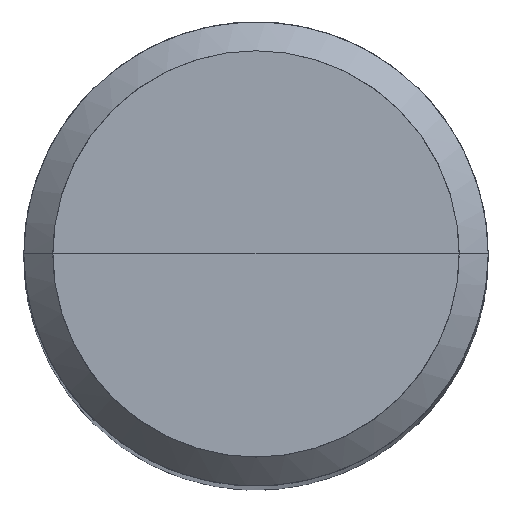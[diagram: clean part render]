
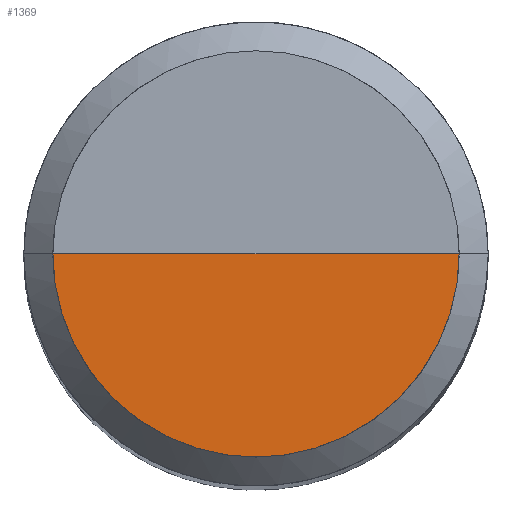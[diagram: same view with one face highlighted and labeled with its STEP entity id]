
A CAD part, top view. The second image highlights one B-rep face of the part: STEP entity #1369.
In plain terms, the highlighted free-form (B-spline) face has degree [1, 2] with [2, 5] control points.
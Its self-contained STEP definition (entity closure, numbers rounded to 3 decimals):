
#970=CARTESIAN_POINT('',(3.5,0.0,47.0));
#974=CARTESIAN_POINT('',(-3.5,0.0,47.0));
#975=CARTESIAN_POINT('',(0.0,0.0,47.0));
#988=CARTESIAN_POINT('',(-3.5,-3.5,47.0));
#989=CARTESIAN_POINT('',(0.0,-3.5,47.0));
#990=CARTESIAN_POINT('',(3.5,-3.5,47.0));
#1354=(
BOUNDED_SURFACE()
B_SPLINE_SURFACE(1,2,(
(#974,#988,#989,#990,#970),
(#975,#975,#975,#975,#975)
), .UNSPECIFIED.,.F.,.F.,.F.)
B_SPLINE_SURFACE_WITH_KNOTS((2,2),(3,2,3),(
0.0,1.0),(
0.0,0.5,1.0), .UNSPECIFIED.)
GEOMETRIC_REPRESENTATION_ITEM()
RATIONAL_B_SPLINE_SURFACE(((1.0,0.707,1.0,0.707,1.0),
(1.0,0.707,1.0,0.707,1.0)
))
REPRESENTATION_ITEM('')
SURFACE()
);
#1355=(
BOUNDED_CURVE()
B_SPLINE_CURVE(2,(#970,#990,#989,#988,#974),.UNSPECIFIED.,.F.,.F.)
B_SPLINE_CURVE_WITH_KNOTS((3,2,3),
(0.0,0.5,1.0),.UNSPECIFIED.)
CURVE()
GEOMETRIC_REPRESENTATION_ITEM()
RATIONAL_B_SPLINE_CURVE((1.0,0.707,1.0,0.707,1.0))
REPRESENTATION_ITEM('')
);
#1356=(
BOUNDED_CURVE()
B_SPLINE_CURVE(1,(#974,#975),.UNSPECIFIED.,.F.,.F.)
B_SPLINE_CURVE_WITH_KNOTS((2,2),
(0.0,1.0),.UNSPECIFIED.)
CURVE()
GEOMETRIC_REPRESENTATION_ITEM()
RATIONAL_B_SPLINE_CURVE((1.0,1.0))
REPRESENTATION_ITEM('')
);
#1357=(
BOUNDED_CURVE()
B_SPLINE_CURVE(1,(#975,#970),.UNSPECIFIED.,.F.,.F.)
B_SPLINE_CURVE_WITH_KNOTS((2,2),
(0.0,1.0),.UNSPECIFIED.)
CURVE()
GEOMETRIC_REPRESENTATION_ITEM()
RATIONAL_B_SPLINE_CURVE((1.0,1.0))
REPRESENTATION_ITEM('')
);
#1358=VERTEX_POINT('',#970);
#1359=VERTEX_POINT('',#974);
#1360=VERTEX_POINT('',#975);
#1361=EDGE_CURVE('',#1358,#1359,#1355,.T.);
#1362=EDGE_CURVE('',#1359,#1360,#1356,.T.);
#1363=EDGE_CURVE('',#1360,#1358,#1357,.T.);
#1364=ORIENTED_EDGE('',*,*,#1361,.T.);
#1365=ORIENTED_EDGE('',*,*,#1362,.T.);
#1366=ORIENTED_EDGE('',*,*,#1363,.T.);
#1367=EDGE_LOOP('',(#1364,#1365,#1366));
#1368=FACE_OUTER_BOUND('',#1367,.T.);
#1369=ADVANCED_FACE('',(#1368),#1354,.T.);
